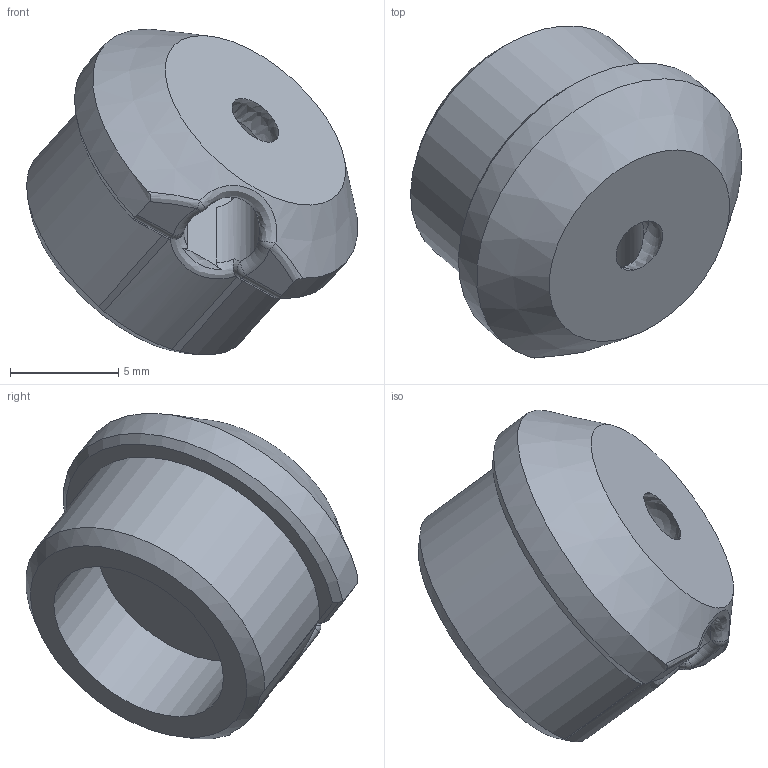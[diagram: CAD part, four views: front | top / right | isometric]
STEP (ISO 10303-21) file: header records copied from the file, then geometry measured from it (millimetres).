
FILE_DESCRIPTION(/* description */ ('STEP AP242','CAx-IF Rec.Pracs.---Representation and Presentation of Product Manufacturing Information (PMI)---4.0---2014-10-13','CAx-IF Rec.Pracs.---3D Tessellated Geometry---0.4---2014-09-14','2;1'),/* implementation_level */ '2;1');
FILE_NAME(/* name */ '68c4d594681c07d48e2c3e8c',/* time_stamp */ '2025-09-13T02:23:17Z',/* author */ (''),/* organization */ (''),/* preprocessor_version */ 'ST-DEVELOPER v20',/* originating_system */ 'ONSHAPE BY PTC INC, 1.203',/* authorisation */ ' ');
FILE_SCHEMA (('AP242_MANAGED_MODEL_BASED_3D_ENGINEERING_MIM_LF { 1 0 10303 442 1 1 4 }'));
Length unit declared in the file: metre
Products named in the file (1): Adapter (static)
Bounding box: 15.26 x 15.31 x 15.01 mm (x, y, z)
Volume: 968.1 mm3; surface area: 870.9 mm2
Topology: 1 solids, 1 shells, 53 faces, 139 edges, 85 vertices
Faces by surface type: cylinder 22, plane 14, bspline 7, sphere 5, cone 3, torus 2
Full cylindrical faces by diameter (mm): 9.04 x1
Entity records: 1727 total; most frequent: CARTESIAN_POINT 511, ORIENTED_EDGE 254, DIRECTION 244, EDGE_CURVE 127, AXIS2_PLACEMENT_3D 106, VERTEX_POINT 81, EDGE_LOOP 60, FACE_BOUND 60
